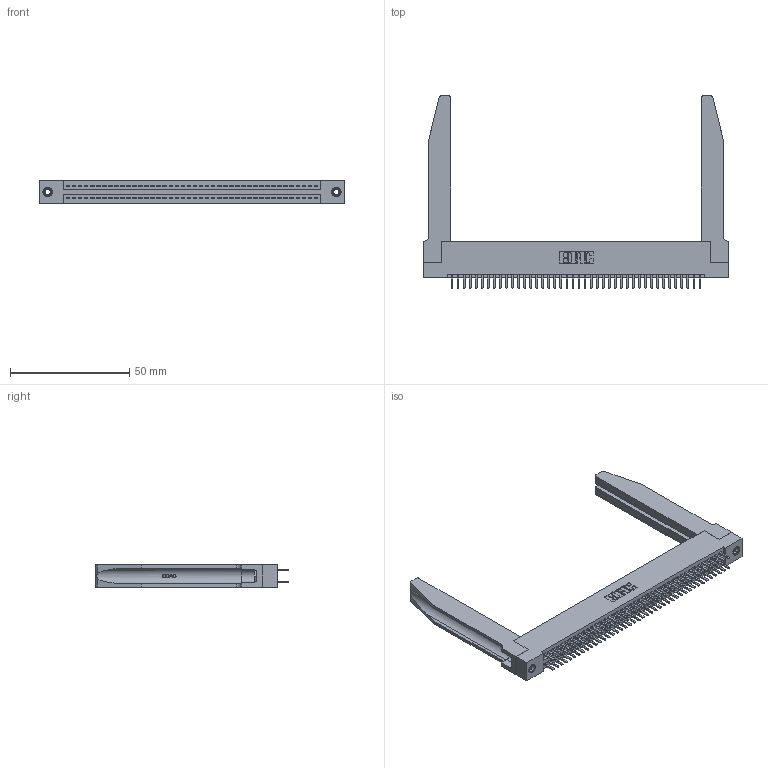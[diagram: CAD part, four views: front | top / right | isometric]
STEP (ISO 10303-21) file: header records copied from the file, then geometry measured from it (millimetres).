
FILE_DESCRIPTION (( 'STEP AP203' ), '1' );
FILE_NAME ('395-084-520-278.STEP', '2019-10-25T08:01:47', ( '' ), ( '' ), 'SwSTEP 2.0', 'SolidWorks 2016', '' );
FILE_SCHEMA (( 'CONFIG_CONTROL_DESIGN' ));
Length unit declared in the file: inch
Products named in the file (5): 395-084-520-278; 345 Part_Flush Mounting Lugs - 0.156 Dia-TH; 345-292-001_345-293-120; 345-250-001_345-250-001-102; 345-220-078_345-220-078
Assembly tree (89 placements, depth 2):
  395-084-520-278
    345 Part_Flush Mounting Lugs - 0.156 Dia-TH
    345-292-001_345-293-120  x84
    345-250-001_345-250-001-102  x2
    345-220-078_345-220-078  x2
Bounding box: 127.91 x 80.64 x 9.4 mm (x, y, z)
Volume: 20159.2 mm3; surface area: 25072.6 mm2
Topology: 89 solids, 89 shells, 4896 faces, 14137 edges, 9190 vertices
Faces by surface type: plane 3162, cylinder 1682, bspline 36, cone 12, torus 4
Entity records: 37808 total; most frequent: CARTESIAN_POINT 7267, ORIENTED_EDGE 6086, DIRECTION 5389, EDGE_CURVE 3043, VECTOR 2645, LINE 2645, VERTEX_POINT 2020, AXIS2_PLACEMENT_3D 1372
